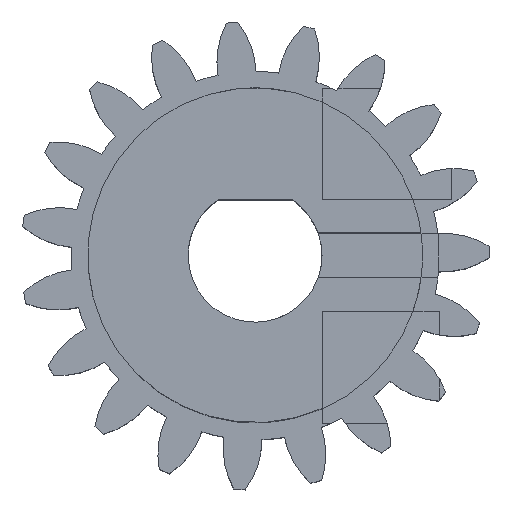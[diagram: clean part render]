
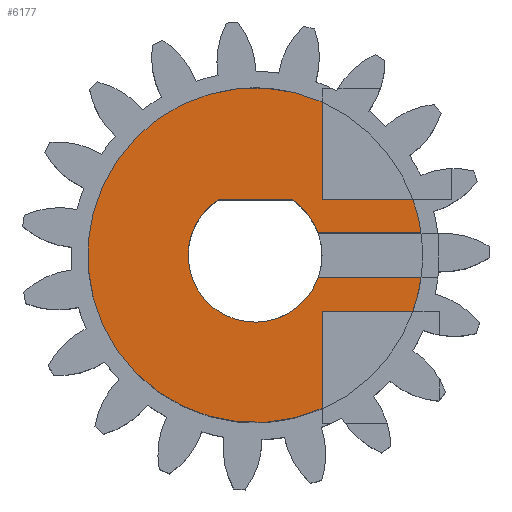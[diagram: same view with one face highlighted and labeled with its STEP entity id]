
A CAD part, top view. The second image highlights one B-rep face of the part: STEP entity #6177.
In plain terms, the highlighted planar face has unit normal (0, 0, 1).
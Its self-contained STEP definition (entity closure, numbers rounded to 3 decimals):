
#2471 = EDGE_CURVE('',#2472,#2474,#2476,.T.);
#2472 = VERTEX_POINT('',#2473);
#2473 = CARTESIAN_POINT('',(84.603,16.387,
    87.993));
#2474 = VERTEX_POINT('',#2475);
#2475 = CARTESIAN_POINT('',(84.603,30.135,
    87.993));
#2476 = CIRCLE('',#2477,7.5);
#2477 = AXIS2_PLACEMENT_3D('',#2478,#2479,#2480);
#2478 = CARTESIAN_POINT('',(81.603,23.261,
    87.993));
#2479 = DIRECTION('',(0.,0.,-1.));
#2480 = DIRECTION('',(1.,0.,0.));
#6177 = ADVANCED_FACE('',(#6178),#6271,.T.);
#6178 = FACE_BOUND('',#6179,.T.);
#6179 = EDGE_LOOP('',(#6180,#6181,#6189,#6197,#6206,#6214,#6223,#6231,
    #6240,#6248,#6257,#6265));
#6180 = ORIENTED_EDGE('',*,*,#2471,.F.);
#6181 = ORIENTED_EDGE('',*,*,#6182,.F.);
#6182 = EDGE_CURVE('',#6183,#2472,#6185,.T.);
#6183 = VERTEX_POINT('',#6184);
#6184 = CARTESIAN_POINT('',(84.603,20.761,
    87.993));
#6185 = LINE('',#6186,#6187);
#6186 = CARTESIAN_POINT('',(84.603,70.76,
    87.993));
#6187 = VECTOR('',#6188,1.);
#6188 = DIRECTION('',(0.,-1.,0.));
#6189 = ORIENTED_EDGE('',*,*,#6190,.F.);
#6190 = EDGE_CURVE('',#6191,#6183,#6193,.T.);
#6191 = VERTEX_POINT('',#6192);
#6192 = CARTESIAN_POINT('',(88.674,20.761,
    87.993));
#6193 = LINE('',#6194,#6195);
#6194 = CARTESIAN_POINT('',(77.232,20.761,
    87.993));
#6195 = VECTOR('',#6196,1.);
#6196 = DIRECTION('',(-1.,0.,0.));
#6197 = ORIENTED_EDGE('',*,*,#6198,.F.);
#6198 = EDGE_CURVE('',#6199,#6191,#6201,.T.);
#6199 = VERTEX_POINT('',#6200);
#6200 = CARTESIAN_POINT('',(89.036,22.261,
    87.993));
#6201 = CIRCLE('',#6202,7.5);
#6202 = AXIS2_PLACEMENT_3D('',#6203,#6204,#6205);
#6203 = CARTESIAN_POINT('',(81.603,23.261,
    87.993));
#6204 = DIRECTION('',(0.,0.,-1.));
#6205 = DIRECTION('',(1.,0.,0.));
#6206 = ORIENTED_EDGE('',*,*,#6207,.F.);
#6207 = EDGE_CURVE('',#6208,#6199,#6210,.T.);
#6208 = VERTEX_POINT('',#6209);
#6209 = CARTESIAN_POINT('',(84.432,22.261,
    87.993));
#6210 = LINE('',#6211,#6212);
#6211 = CARTESIAN_POINT('',(79.834,22.261,87.993)
  );
#6212 = VECTOR('',#6213,1.);
#6213 = DIRECTION('',(1.,0.,0.));
#6214 = ORIENTED_EDGE('',*,*,#6215,.T.);
#6215 = EDGE_CURVE('',#6208,#6216,#6218,.T.);
#6216 = VERTEX_POINT('',#6217);
#6217 = CARTESIAN_POINT('',(79.945,25.761,
    87.993));
#6218 = CIRCLE('',#6219,3.);
#6219 = AXIS2_PLACEMENT_3D('',#6220,#6221,#6222);
#6220 = CARTESIAN_POINT('',(81.603,23.261,
    87.993));
#6221 = DIRECTION('',(0.,0.,-1.));
#6222 = DIRECTION('',(1.,0.,0.));
#6223 = ORIENTED_EDGE('',*,*,#6224,.T.);
#6224 = EDGE_CURVE('',#6216,#6225,#6227,.T.);
#6225 = VERTEX_POINT('',#6226);
#6226 = CARTESIAN_POINT('',(83.262,25.761,
    87.993));
#6227 = LINE('',#6228,#6229);
#6228 = CARTESIAN_POINT('',(74.903,25.761,
    87.993));
#6229 = VECTOR('',#6230,1.);
#6230 = DIRECTION('',(1.,0.,0.));
#6231 = ORIENTED_EDGE('',*,*,#6232,.T.);
#6232 = EDGE_CURVE('',#6225,#6233,#6235,.T.);
#6233 = VERTEX_POINT('',#6234);
#6234 = CARTESIAN_POINT('',(84.432,24.261,
    87.993));
#6235 = CIRCLE('',#6236,3.);
#6236 = AXIS2_PLACEMENT_3D('',#6237,#6238,#6239);
#6237 = CARTESIAN_POINT('',(81.603,23.261,
    87.993));
#6238 = DIRECTION('',(0.,0.,-1.));
#6239 = DIRECTION('',(1.,0.,0.));
#6240 = ORIENTED_EDGE('',*,*,#6241,.F.);
#6241 = EDGE_CURVE('',#6242,#6233,#6244,.T.);
#6242 = VERTEX_POINT('',#6243);
#6243 = CARTESIAN_POINT('',(89.036,24.261,
    87.993));
#6244 = LINE('',#6245,#6246);
#6245 = CARTESIAN_POINT('',(76.725,24.261,87.993)
  );
#6246 = VECTOR('',#6247,1.);
#6247 = DIRECTION('',(-1.,0.,0.));
#6248 = ORIENTED_EDGE('',*,*,#6249,.F.);
#6249 = EDGE_CURVE('',#6250,#6242,#6252,.T.);
#6250 = VERTEX_POINT('',#6251);
#6251 = CARTESIAN_POINT('',(88.674,25.761,
    87.993));
#6252 = CIRCLE('',#6253,7.5);
#6253 = AXIS2_PLACEMENT_3D('',#6254,#6255,#6256);
#6254 = CARTESIAN_POINT('',(81.603,23.261,
    87.993));
#6255 = DIRECTION('',(0.,0.,-1.));
#6256 = DIRECTION('',(1.,0.,0.));
#6257 = ORIENTED_EDGE('',*,*,#6258,.F.);
#6258 = EDGE_CURVE('',#6259,#6250,#6261,.T.);
#6259 = VERTEX_POINT('',#6260);
#6260 = CARTESIAN_POINT('',(84.603,25.761,
    87.993));
#6261 = LINE('',#6262,#6263);
#6262 = CARTESIAN_POINT('',(80.143,25.761,87.993)
  );
#6263 = VECTOR('',#6264,1.);
#6264 = DIRECTION('',(1.,0.,0.));
#6265 = ORIENTED_EDGE('',*,*,#6266,.F.);
#6266 = EDGE_CURVE('',#2474,#6259,#6267,.T.);
#6267 = LINE('',#6268,#6269);
#6268 = CARTESIAN_POINT('',(84.603,75.761,
    87.993));
#6269 = VECTOR('',#6270,1.);
#6270 = DIRECTION('',(0.,-1.,0.));
#6271 = PLANE('',#6272);
#6272 = AXIS2_PLACEMENT_3D('',#6273,#6274,#6275);
#6273 = CARTESIAN_POINT('',(69.861,125.761,87.993));
#6274 = DIRECTION('',(0.,0.,1.));
#6275 = DIRECTION('',(1.,0.,0.));
